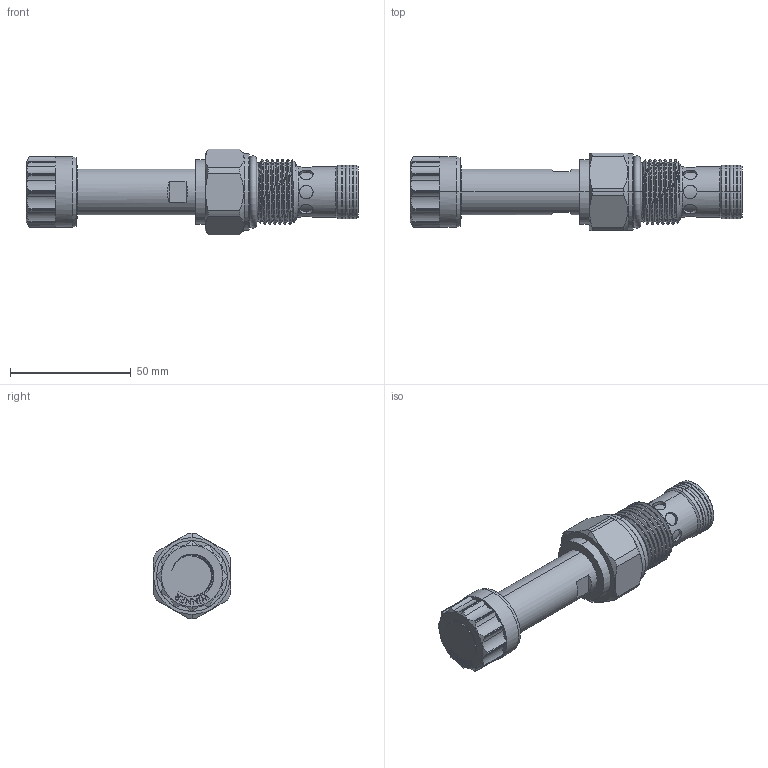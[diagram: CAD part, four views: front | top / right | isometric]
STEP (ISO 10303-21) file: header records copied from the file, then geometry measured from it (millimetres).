
FILE_DESCRIPTION (( 'STEP AP203' ), '1' );
FILE_NAME ('PEP12W2D02N0700.STEP', '2024-01-30T03:49:26', ( '' ), ( '' ), 'SwSTEP 2.0', 'SolidWorks 2018', '' );
FILE_SCHEMA (( 'CONFIG_CONTROL_DESIGN' ));
Length unit declared in the file: millimetre
Products named in the file (1): PEP12W2D02N0700
Bounding box: 137.35 x 32 x 35.5 mm (x, y, z)
Volume: 63345.3 mm3; surface area: 15003.5 mm2
Topology: 1 solids, 1 shells, 292 faces, 734 edges, 474 vertices
Faces by surface type: cylinder 128, plane 109, cone 25, torus 16, bspline 14
Entity records: 14283 total; most frequent: CARTESIAN_POINT 7432, ORIENTED_EDGE 1468, DIRECTION 1333, EDGE_CURVE 734, AXIS2_PLACEMENT_3D 487, VERTEX_POINT 474, LINE 359, VECTOR 359
